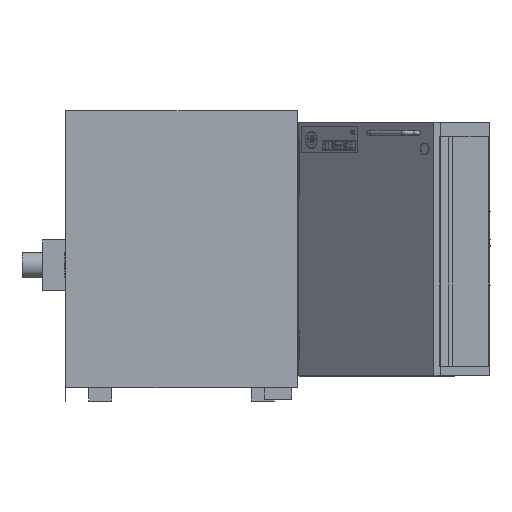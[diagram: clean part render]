
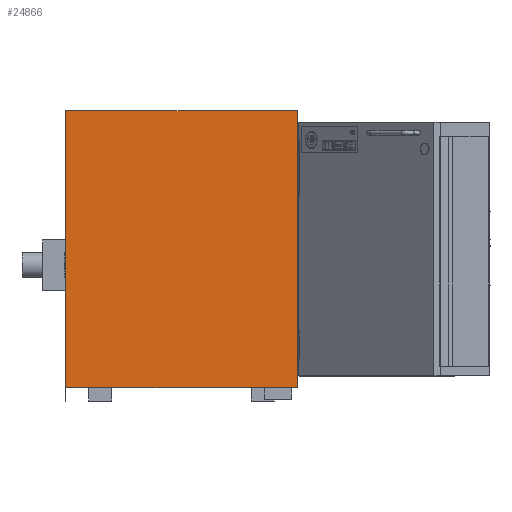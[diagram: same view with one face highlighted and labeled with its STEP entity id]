
A CAD part, left-side view. The second image highlights one B-rep face of the part: STEP entity #24866.
In plain terms, the highlighted planar face has unit normal (-1, 0, 0).
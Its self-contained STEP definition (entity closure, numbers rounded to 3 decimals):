
#1667=FACE_OUTER_BOUND('',#3063,.T.);
#3063=EDGE_LOOP('',(#16224,#16225,#16226,#16227,#16228,#16229));
#4749=LINE('',#33086,#7371);
#4780=LINE('',#33146,#7402);
#4791=LINE('',#33167,#7413);
#4793=LINE('',#33171,#7415);
#4860=LINE('',#33308,#7482);
#4877=LINE('',#33360,#7499);
#7371=VECTOR('',#27895,10.);
#7402=VECTOR('',#27956,10.);
#7413=VECTOR('',#27977,10.);
#7415=VECTOR('',#27981,10.);
#7482=VECTOR('',#28096,10.);
#7499=VECTOR('',#28163,10.);
#9952=VERTEX_POINT('',#33084);
#9953=VERTEX_POINT('',#33085);
#9966=VERTEX_POINT('',#33142);
#9972=VERTEX_POINT('',#33165);
#9973=VERTEX_POINT('',#33169);
#10019=VERTEX_POINT('',#33306);
#12323=EDGE_CURVE('',#9952,#9953,#4749,.T.);
#12354=EDGE_CURVE('',#9953,#9966,#4780,.T.);
#12365=EDGE_CURVE('',#9952,#9972,#4791,.T.);
#12367=EDGE_CURVE('',#9973,#9972,#4793,.T.);
#12434=EDGE_CURVE('',#10019,#9973,#4860,.T.);
#12455=EDGE_CURVE('',#9966,#10019,#4877,.T.);
#16224=ORIENTED_EDGE('',*,*,#12455,.F.);
#16225=ORIENTED_EDGE('',*,*,#12354,.F.);
#16226=ORIENTED_EDGE('',*,*,#12323,.F.);
#16227=ORIENTED_EDGE('',*,*,#12365,.T.);
#16228=ORIENTED_EDGE('',*,*,#12367,.F.);
#16229=ORIENTED_EDGE('',*,*,#12434,.F.);
#22508=PLANE('',#26380);
#24866=ADVANCED_FACE('',(#1667),#22508,.T.);
#26380=AXIS2_PLACEMENT_3D('',#33359,#28161,#28162);
#27895=DIRECTION('',(0.,0.,1.));
#27956=DIRECTION('',(0.,-1.,0.));
#27977=DIRECTION('',(0.,-1.,0.));
#27981=DIRECTION('',(0.,0.,-1.));
#28096=DIRECTION('',(0.,1.,0.));
#28161=DIRECTION('center_axis',(-1.,0.,0.));
#28162=DIRECTION('ref_axis',(0.,-1.,0.));
#28163=DIRECTION('',(0.,0.,-1.));
#33084=CARTESIAN_POINT('',(-699.38,251.25,-329.94));
#33085=CARTESIAN_POINT('',(-699.38,251.25,300.44));
#33086=CARTESIAN_POINT('',(-699.38,251.25,0.));
#33142=CARTESIAN_POINT('',(-699.38,-251.25,300.44));
#33146=CARTESIAN_POINT('',(-699.38,251.25,300.44));
#33165=CARTESIAN_POINT('',(-699.38,251.15,-329.94));
#33167=CARTESIAN_POINT('',(-699.38,251.25,-329.94));
#33169=CARTESIAN_POINT('',(-699.38,251.15,-300.44));
#33171=CARTESIAN_POINT('',(-699.38,251.15,-329.94));
#33306=CARTESIAN_POINT('',(-699.38,-251.25,-300.44));
#33308=CARTESIAN_POINT('',(-699.38,251.25,-300.44));
#33359=CARTESIAN_POINT('Origin',(-699.38,251.25,0.));
#33360=CARTESIAN_POINT('',(-699.38,-251.25,0.));
